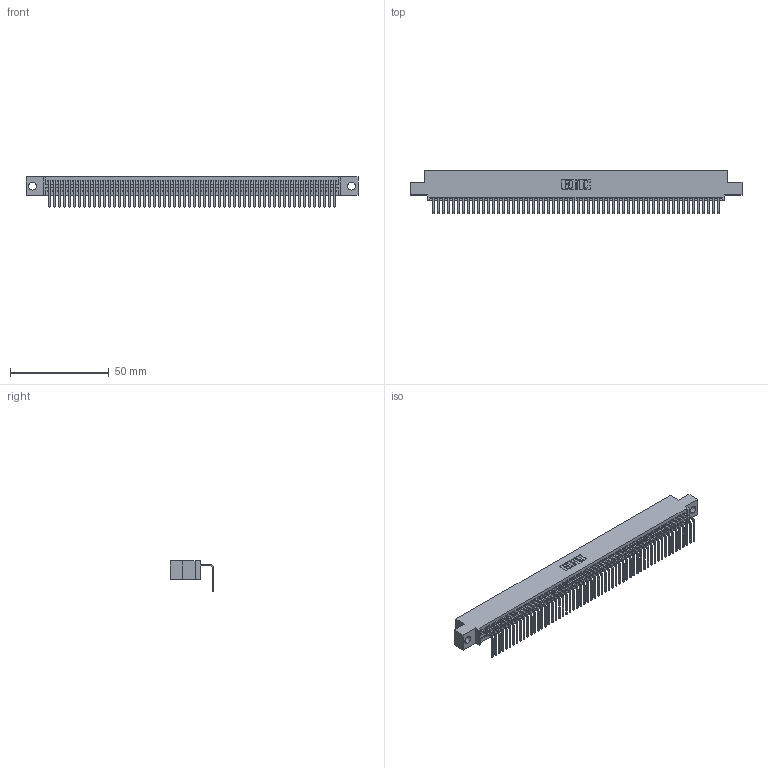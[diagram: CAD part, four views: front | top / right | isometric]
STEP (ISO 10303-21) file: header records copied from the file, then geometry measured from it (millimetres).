
FILE_DESCRIPTION (( 'STEP AP203' ), '1' );
FILE_NAME ('395-058-558-404.STEP', '2018-11-23T05:13:53', ( '' ), ( '' ), 'SwSTEP 2.0', 'SolidWorks 2016', '' );
FILE_SCHEMA (( 'CONFIG_CONTROL_DESIGN' ));
Length unit declared in the file: inch
Products named in the file (3): 345 Part_0.110 Offset - 0.156 Dia-TH; 395-058-558-404; 345-292-001_558 Tail - 2
Assembly tree (59 placements, depth 2):
  395-058-558-404
    345 Part_0.110 Offset - 0.156 Dia-TH
    345-292-001_558 Tail - 2  x58
Bounding box: 168.53 x 21.83 x 15.37 mm (x, y, z)
Volume: 16170.1 mm3; surface area: 22732.3 mm2
Topology: 59 solids, 59 shells, 3610 faces, 10909 edges, 7194 vertices
Faces by surface type: plane 2520, cylinder 1090
Entity records: 41717 total; most frequent: CARTESIAN_POINT 7234, ORIENTED_EDGE 7226, DIRECTION 6293, EDGE_CURVE 3613, LINE 3249, VECTOR 3249, VERTEX_POINT 2406, AXIS2_PLACEMENT_3D 1522
